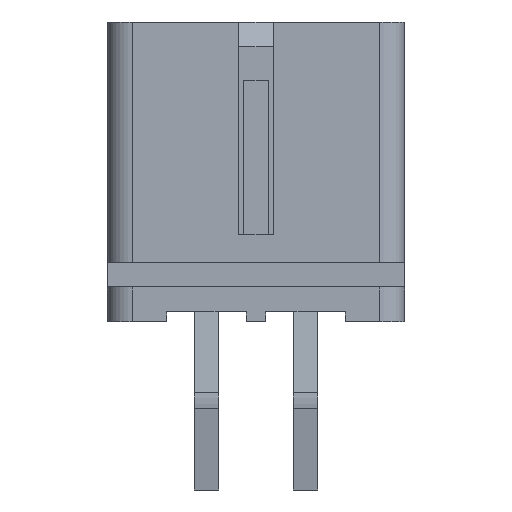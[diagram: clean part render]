
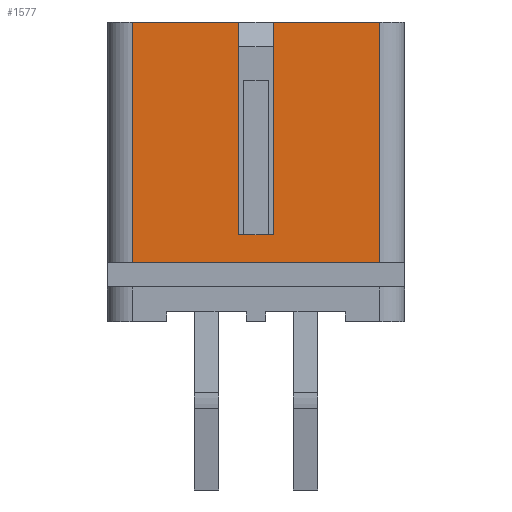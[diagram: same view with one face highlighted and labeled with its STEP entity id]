
A CAD part, front view. The second image highlights one B-rep face of the part: STEP entity #1577.
In plain terms, the highlighted planar face has unit normal (0, -1, 0).
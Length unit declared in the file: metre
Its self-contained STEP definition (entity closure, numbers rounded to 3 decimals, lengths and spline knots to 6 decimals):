
#367=ORIENTED_EDGE('',*,*,#697,.F.);
#368=ORIENTED_EDGE('',*,*,#698,.T.);
#369=ORIENTED_EDGE('',*,*,#699,.T.);
#370=ORIENTED_EDGE('',*,*,#545,.F.);
#371=ORIENTED_EDGE('',*,*,#700,.F.);
#372=ORIENTED_EDGE('',*,*,#587,.T.);
#373=ORIENTED_EDGE('',*,*,#674,.F.);
#374=ORIENTED_EDGE('',*,*,#701,.F.);
#545=EDGE_CURVE('',#765,#766,#909,.T.);
#587=EDGE_CURVE('',#801,#800,#944,.T.);
#674=EDGE_CURVE('',#861,#800,#1023,.T.);
#697=EDGE_CURVE('',#872,#873,#1045,.T.);
#698=EDGE_CURVE('',#872,#874,#1046,.T.);
#699=EDGE_CURVE('',#874,#766,#1047,.T.);
#700=EDGE_CURVE('',#801,#765,#1048,.T.);
#701=EDGE_CURVE('',#873,#861,#1049,.T.);
#765=VERTEX_POINT('',#2338);
#766=VERTEX_POINT('',#2340);
#800=VERTEX_POINT('',#2427);
#801=VERTEX_POINT('',#2429);
#861=VERTEX_POINT('',#2605);
#872=VERTEX_POINT('',#2650);
#873=VERTEX_POINT('',#2651);
#874=VERTEX_POINT('',#2653);
#909=LINE('',#2339,#1102);
#944=LINE('',#2428,#1137);
#1023=LINE('',#2606,#1216);
#1045=LINE('',#2649,#1238);
#1046=LINE('',#2652,#1239);
#1047=LINE('',#2654,#1240);
#1048=LINE('',#2655,#1241);
#1049=LINE('',#2656,#1242);
#1102=VECTOR('',#1921,1.);
#1137=VECTOR('',#1994,1.);
#1216=VECTOR('',#2149,1.);
#1238=VECTOR('',#2193,1.);
#1239=VECTOR('',#2194,1.);
#1240=VECTOR('',#2195,1.);
#1241=VECTOR('',#2196,1.);
#1242=VECTOR('',#2197,1.);
#1344=EDGE_LOOP('',(#367,#368,#369,#370,#371,#372,#373,#374));
#1429=FACE_BOUND('',#1344,.T.);
#1501=PLANE('',#1860);
#1577=ADVANCED_FACE('',(#1429),#1501,.T.);
#1860=AXIS2_PLACEMENT_3D('',#2648,#2191,#2192);
#1921=DIRECTION('',(0.,0.,-1.));
#1994=DIRECTION('',(0.,0.,-1.));
#2149=DIRECTION('',(1.,0.,0.));
#2191=DIRECTION('',(0.,-1.,0.));
#2192=DIRECTION('',(1.,0.,0.));
#2193=DIRECTION('',(1.,0.,0.));
#2194=DIRECTION('',(0.,0.,-1.));
#2195=DIRECTION('',(1.,0.,0.));
#2196=DIRECTION('',(1.,0.,0.));
#2197=DIRECTION('',(0.,0.,-1.));
#2338=CARTESIAN_POINT('',(0.0025,-0.00175,0.));
#2339=CARTESIAN_POINT('',(0.0025,-0.00175,0.));
#2340=CARTESIAN_POINT('',(0.0025,-0.00175,-0.00485));
#2427=CARTESIAN_POINT('',(0.00035,-0.00175,-0.0043));
#2428=CARTESIAN_POINT('',(0.00035,-0.00175,0.));
#2429=CARTESIAN_POINT('',(0.00035,-0.00175,0.));
#2605=CARTESIAN_POINT('',(-0.00035,-0.00175,-0.0043));
#2606=CARTESIAN_POINT('',(-0.00035,-0.00175,-0.0043));
#2648=CARTESIAN_POINT('',(-0.0025,-0.00175,0.));
#2649=CARTESIAN_POINT('',(-0.0025,-0.00175,0.));
#2650=CARTESIAN_POINT('',(-0.0025,-0.00175,0.));
#2651=CARTESIAN_POINT('',(-0.00035,-0.00175,0.));
#2652=CARTESIAN_POINT('',(-0.0025,-0.00175,0.));
#2653=CARTESIAN_POINT('',(-0.0025,-0.00175,-0.00485));
#2654=CARTESIAN_POINT('',(-0.0025,-0.00175,-0.00485));
#2655=CARTESIAN_POINT('',(0.00035,-0.00175,0.));
#2656=CARTESIAN_POINT('',(-0.00035,-0.00175,0.));
